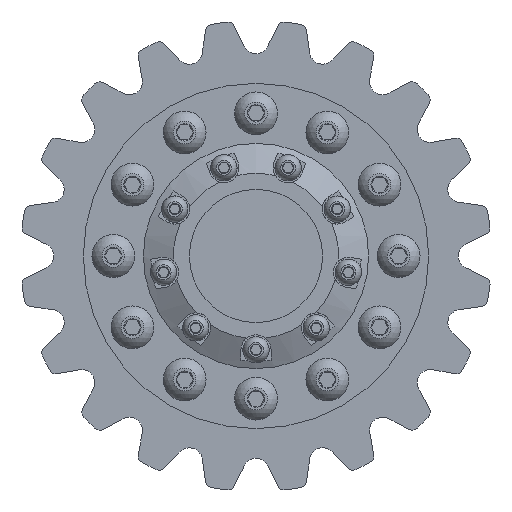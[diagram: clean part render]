
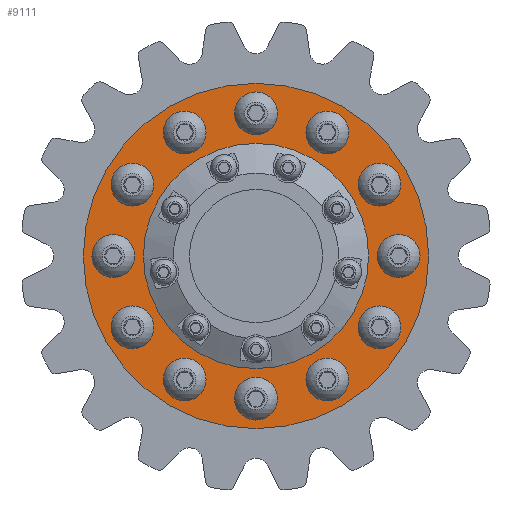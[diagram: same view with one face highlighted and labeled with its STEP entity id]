
A CAD part, front view. The second image highlights one B-rep face of the part: STEP entity #9111.
In plain terms, the highlighted planar face has unit normal (0, -1, 0).
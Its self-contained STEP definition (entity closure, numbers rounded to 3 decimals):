
#244=FACE_BOUND('',#2068,.T.);
#245=FACE_BOUND('',#2069,.T.);
#246=FACE_BOUND('',#2070,.T.);
#247=FACE_BOUND('',#2071,.T.);
#248=FACE_BOUND('',#2072,.T.);
#249=FACE_BOUND('',#2073,.T.);
#250=FACE_BOUND('',#2074,.T.);
#251=FACE_BOUND('',#2075,.T.);
#252=FACE_BOUND('',#2076,.T.);
#253=FACE_BOUND('',#2077,.T.);
#254=FACE_BOUND('',#2078,.T.);
#255=FACE_BOUND('',#2079,.T.);
#256=FACE_BOUND('',#2080,.T.);
#274=CIRCLE('',#9171,2.85);
#283=CIRCLE('',#9196,2.85);
#292=CIRCLE('',#9221,2.85);
#301=CIRCLE('',#9246,2.85);
#310=CIRCLE('',#9271,2.85);
#319=CIRCLE('',#9296,2.85);
#332=CIRCLE('',#9328,2.85);
#345=CIRCLE('',#9360,2.85);
#358=CIRCLE('',#9392,2.85);
#371=CIRCLE('',#9424,2.85);
#399=CIRCLE('',#9489,2.85);
#412=CIRCLE('',#9521,2.85);
#748=CIRCLE('',#10175,15.);
#749=CIRCLE('',#10177,23.);
#1447=FACE_OUTER_BOUND('',#2067,.T.);
#2067=EDGE_LOOP('',(#7652));
#2068=EDGE_LOOP('',(#7653));
#2069=EDGE_LOOP('',(#7654));
#2070=EDGE_LOOP('',(#7655));
#2071=EDGE_LOOP('',(#7656));
#2072=EDGE_LOOP('',(#7657));
#2073=EDGE_LOOP('',(#7658));
#2074=EDGE_LOOP('',(#7659));
#2075=EDGE_LOOP('',(#7660));
#2076=EDGE_LOOP('',(#7661));
#2077=EDGE_LOOP('',(#7662));
#2078=EDGE_LOOP('',(#7663));
#2079=EDGE_LOOP('',(#7664));
#2080=EDGE_LOOP('',(#7665));
#3368=VERTEX_POINT('',#12975);
#3383=VERTEX_POINT('',#13046);
#3398=VERTEX_POINT('',#13117);
#3413=VERTEX_POINT('',#13188);
#3428=VERTEX_POINT('',#13259);
#3443=VERTEX_POINT('',#13330);
#3462=VERTEX_POINT('',#13414);
#3481=VERTEX_POINT('',#13498);
#3500=VERTEX_POINT('',#13582);
#3519=VERTEX_POINT('',#13666);
#3559=VERTEX_POINT('',#13837);
#3578=VERTEX_POINT('',#13921);
#4060=VERTEX_POINT('',#15801);
#4061=VERTEX_POINT('',#15805);
#4107=EDGE_CURVE('',#3368,#3368,#274,.T.);
#4135=EDGE_CURVE('',#3383,#3383,#283,.T.);
#4163=EDGE_CURVE('',#3398,#3398,#292,.T.);
#4191=EDGE_CURVE('',#3413,#3413,#301,.T.);
#4219=EDGE_CURVE('',#3428,#3428,#310,.T.);
#4247=EDGE_CURVE('',#3443,#3443,#319,.T.);
#4281=EDGE_CURVE('',#3462,#3462,#332,.T.);
#4315=EDGE_CURVE('',#3481,#3481,#345,.T.);
#4349=EDGE_CURVE('',#3500,#3500,#358,.T.);
#4383=EDGE_CURVE('',#3519,#3519,#371,.T.);
#4453=EDGE_CURVE('',#3559,#3559,#399,.T.);
#4487=EDGE_CURVE('',#3578,#3578,#412,.T.);
#5263=EDGE_CURVE('',#4060,#4060,#748,.T.);
#5266=EDGE_CURVE('',#4061,#4061,#749,.T.);
#7652=ORIENTED_EDGE('',*,*,#5266,.T.);
#7653=ORIENTED_EDGE('',*,*,#4107,.T.);
#7654=ORIENTED_EDGE('',*,*,#4135,.T.);
#7655=ORIENTED_EDGE('',*,*,#4163,.T.);
#7656=ORIENTED_EDGE('',*,*,#4191,.T.);
#7657=ORIENTED_EDGE('',*,*,#4219,.T.);
#7658=ORIENTED_EDGE('',*,*,#4247,.T.);
#7659=ORIENTED_EDGE('',*,*,#4281,.T.);
#7660=ORIENTED_EDGE('',*,*,#4315,.T.);
#7661=ORIENTED_EDGE('',*,*,#4349,.T.);
#7662=ORIENTED_EDGE('',*,*,#4383,.T.);
#7663=ORIENTED_EDGE('',*,*,#4453,.T.);
#7664=ORIENTED_EDGE('',*,*,#4487,.T.);
#7665=ORIENTED_EDGE('',*,*,#5263,.F.);
#7985=PLANE('',#10178);
#9111=ADVANCED_FACE('',(#1447,#244,#245,#246,#247,#248,#249,#250,#251,#252,
#253,#254,#255,#256),#7985,.T.);
#9171=AXIS2_PLACEMENT_3D('',#12977,#10278,#10279);
#9196=AXIS2_PLACEMENT_3D('',#13048,#10341,#10342);
#9221=AXIS2_PLACEMENT_3D('',#13119,#10404,#10405);
#9246=AXIS2_PLACEMENT_3D('',#13190,#10467,#10468);
#9271=AXIS2_PLACEMENT_3D('',#13261,#10530,#10531);
#9296=AXIS2_PLACEMENT_3D('',#13332,#10593,#10594);
#9328=AXIS2_PLACEMENT_3D('',#13416,#10672,#10673);
#9360=AXIS2_PLACEMENT_3D('',#13500,#10751,#10752);
#9392=AXIS2_PLACEMENT_3D('',#13584,#10830,#10831);
#9424=AXIS2_PLACEMENT_3D('',#13668,#10909,#10910);
#9489=AXIS2_PLACEMENT_3D('',#13839,#11069,#11070);
#9521=AXIS2_PLACEMENT_3D('',#13923,#11148,#11149);
#10175=AXIS2_PLACEMENT_3D('',#15802,#12812,#12813);
#10177=AXIS2_PLACEMENT_3D('',#15807,#12818,#12819);
#10178=AXIS2_PLACEMENT_3D('',#15808,#12820,#12821);
#10278=DIRECTION('center_axis',(0.,1.,0.));
#10279=DIRECTION('ref_axis',(0.,0.,
1.));
#10341=DIRECTION('center_axis',(0.,1.,0.));
#10342=DIRECTION('ref_axis',(0.,0.,
1.));
#10404=DIRECTION('center_axis',(0.,1.,0.));
#10405=DIRECTION('ref_axis',(0.,0.,
1.));
#10467=DIRECTION('center_axis',(0.,1.,0.));
#10468=DIRECTION('ref_axis',(0.,0.,
1.));
#10530=DIRECTION('center_axis',(0.,1.,0.));
#10531=DIRECTION('ref_axis',(0.,0.,
1.));
#10593=DIRECTION('center_axis',(0.,1.,0.));
#10594=DIRECTION('ref_axis',(0.,0.,
1.));
#10672=DIRECTION('center_axis',(0.,1.,0.));
#10673=DIRECTION('ref_axis',(0.,0.,1.));
#10751=DIRECTION('center_axis',(0.,1.,0.));
#10752=DIRECTION('ref_axis',(0.,0.,1.));
#10830=DIRECTION('center_axis',(0.,1.,0.));
#10831=DIRECTION('ref_axis',(0.,0.,1.));
#10909=DIRECTION('center_axis',(0.,1.,0.));
#10910=DIRECTION('ref_axis',(0.,0.,1.));
#11069=DIRECTION('center_axis',(0.,1.,0.));
#11070=DIRECTION('ref_axis',(0.,0.,1.));
#11148=DIRECTION('center_axis',(0.,1.,0.));
#11149=DIRECTION('ref_axis',(0.,0.,1.));
#12812=DIRECTION('center_axis',(0.,-1.,0.));
#12813=DIRECTION('ref_axis',(-1.,0.,0.));
#12818=DIRECTION('center_axis',(0.,-1.,0.));
#12819=DIRECTION('ref_axis',(-1.,0.,0.));
#12820=DIRECTION('center_axis',(0.,-1.,0.));
#12821=DIRECTION('ref_axis',(0.,0.,
1.));
#12975=CARTESIAN_POINT('',(9.484,-8.666,13.604));
#12977=CARTESIAN_POINT('Origin',(9.484,-8.666,16.454));
#13046=CARTESIAN_POINT('',(18.984,-8.666,-2.85));
#13048=CARTESIAN_POINT('Origin',(18.984,-8.666,0.));
#13117=CARTESIAN_POINT('',(-9.516,-8.666,13.604));
#13119=CARTESIAN_POINT('Origin',(-9.516,-8.666,16.454));
#13188=CARTESIAN_POINT('',(9.484,-8.666,-19.304));
#13190=CARTESIAN_POINT('Origin',(9.484,-8.666,-16.454));
#13259=CARTESIAN_POINT('',(-9.516,-8.666,-19.304));
#13261=CARTESIAN_POINT('Origin',(-9.516,-8.666,-16.454));
#13330=CARTESIAN_POINT('',(-19.016,-8.666,-2.85));
#13332=CARTESIAN_POINT('Origin',(-19.016,-8.666,0.));
#13414=CARTESIAN_POINT('',(-16.471,-8.666,-12.35));
#13416=CARTESIAN_POINT('Origin',(-16.471,-8.666,-9.5));
#13498=CARTESIAN_POINT('',(-16.471,-8.666,6.65));
#13500=CARTESIAN_POINT('Origin',(-16.471,-8.666,9.5));
#13582=CARTESIAN_POINT('',(-0.016,-8.666,16.15));
#13584=CARTESIAN_POINT('Origin',(-0.016,-8.666,
19.));
#13666=CARTESIAN_POINT('',(16.438,-8.666,-12.35));
#13668=CARTESIAN_POINT('Origin',(16.438,-8.666,-9.5));
#13837=CARTESIAN_POINT('',(-0.016,-8.666,-21.85));
#13839=CARTESIAN_POINT('Origin',(-0.016,-8.666,
-19.));
#13921=CARTESIAN_POINT('',(16.438,-8.666,6.65));
#13923=CARTESIAN_POINT('Origin',(16.438,-8.666,9.5));
#15801=CARTESIAN_POINT('',(-0.016,-8.666,15.));
#15802=CARTESIAN_POINT('Origin',(-0.016,-8.666,
0.));
#15805=CARTESIAN_POINT('',(-23.016,-8.666,0.));
#15807=CARTESIAN_POINT('Origin',(-0.016,-8.666,
0.));
#15808=CARTESIAN_POINT('Origin',(-0.016,-8.666,
0.));
